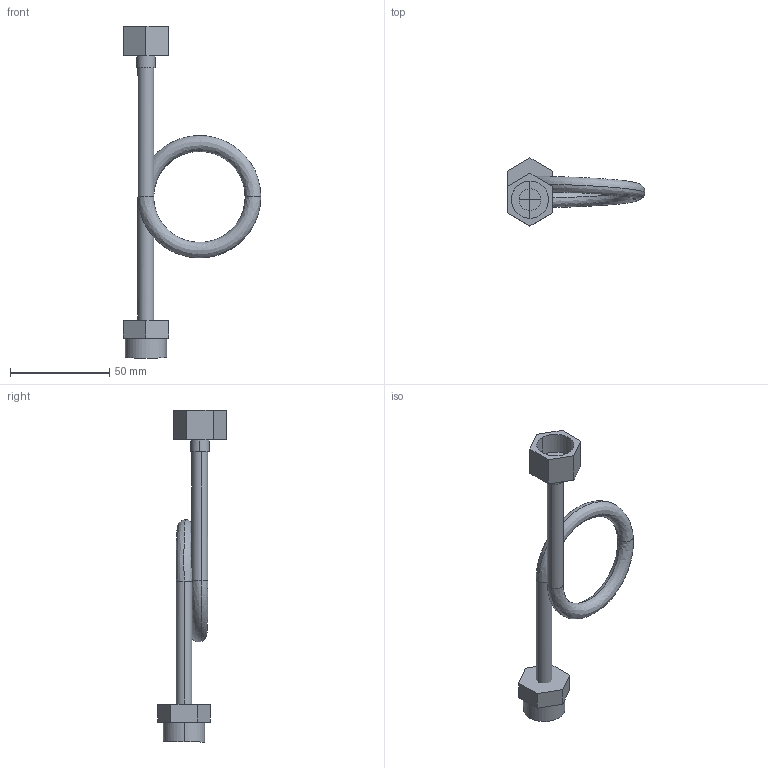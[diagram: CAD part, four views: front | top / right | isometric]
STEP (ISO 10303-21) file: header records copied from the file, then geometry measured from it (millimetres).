
FILE_DESCRIPTION(('CATIA V5 STEP Exchange','CAx-IF Rec.Pracs.--- Model Styling and Organization---1.4--- 2014-01-23','CAx-IF Rec.Pracs.---3D Tessellated Data Validation Properties---0.5---2014-09-14'),'2;1');
FILE_NAME('STEP_691400_-_TST.stp','2020-02-10T07:28:13+00:00',('none'),('none'),'CATIA Version 5-6 Release 2019 SP3','CATIA V5 STEP AP242 v1','none');
FILE_SCHEMA(('AP242_MANAGED_MODEL_BASED_3D_ENGINEERING_MIM_LF {1 0 10303 442 1 1 4}'));
Length unit declared in the file: millimetre
Products named in the file (1): 691400 - TST
Bounding box: 69.49 x 34.56 x 167.51 mm (x, y, z)
Volume: 27922.9 mm3; surface area: 14236.1 mm2
Topology: 5 solids, 5 shells, 46 faces, 85 edges, 50 vertices
Faces by surface type: plane 30, cylinder 12, bspline 4
Entity records: 2133 total; most frequent: CARTESIAN_POINT 1212, ORIENTED_EDGE 170, DIRECTION 168, EDGE_CURVE 85, AXIS2_PLACEMENT_3D 65, VECTOR 55, LINE 55, VERTEX_POINT 50
